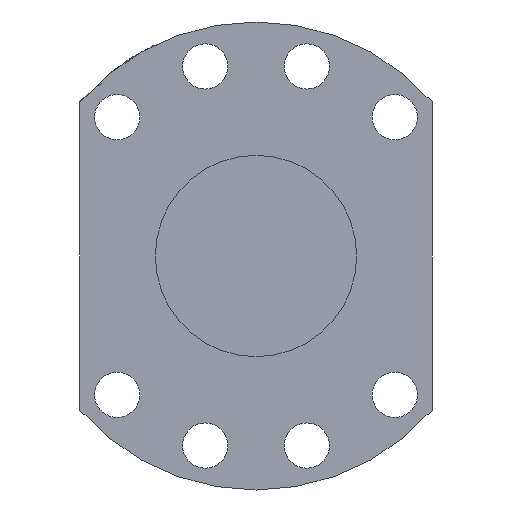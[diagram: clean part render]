
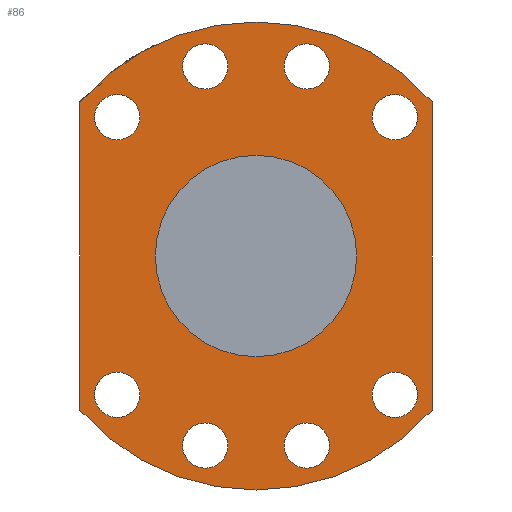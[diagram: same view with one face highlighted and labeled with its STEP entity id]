
A CAD part, front view. The second image highlights one B-rep face of the part: STEP entity #86.
In plain terms, the highlighted planar face has unit normal (0, -1, 0).
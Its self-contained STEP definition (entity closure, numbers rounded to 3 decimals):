
#30=LINE('',#636,#38);
#34=LINE('',#707,#42);
#38=VECTOR('',#516,1.);
#42=VECTOR('',#528,1.);
#69=PLANE('',#469);
#86=ADVANCED_FACE('',(#137,#138,#139,#140,#141,#142,#143,#144,#145,#146),
#69,.F.);
#137=FACE_BOUND('',#201,.T.);
#138=FACE_BOUND('',#202,.T.);
#139=FACE_BOUND('',#203,.T.);
#140=FACE_BOUND('',#204,.T.);
#141=FACE_BOUND('',#205,.T.);
#142=FACE_BOUND('',#206,.T.);
#143=FACE_BOUND('',#207,.T.);
#144=FACE_BOUND('',#208,.T.);
#145=FACE_BOUND('',#209,.T.);
#146=FACE_BOUND('',#210,.T.);
#201=EDGE_LOOP('',(#280));
#202=EDGE_LOOP('',(#281));
#203=EDGE_LOOP('',(#282));
#204=EDGE_LOOP('',(#283));
#205=EDGE_LOOP('',(#284));
#206=EDGE_LOOP('',(#285));
#207=EDGE_LOOP('',(#286));
#208=EDGE_LOOP('',(#287));
#209=EDGE_LOOP('',(#288,#289,#290,#291));
#210=EDGE_LOOP('',(#292));
#280=ORIENTED_EDGE('',*,*,#388,.F.);
#281=ORIENTED_EDGE('',*,*,#389,.F.);
#282=ORIENTED_EDGE('',*,*,#390,.F.);
#283=ORIENTED_EDGE('',*,*,#391,.F.);
#284=ORIENTED_EDGE('',*,*,#392,.T.);
#285=ORIENTED_EDGE('',*,*,#393,.T.);
#286=ORIENTED_EDGE('',*,*,#394,.T.);
#287=ORIENTED_EDGE('',*,*,#395,.T.);
#288=ORIENTED_EDGE('',*,*,#364,.F.);
#289=ORIENTED_EDGE('',*,*,#375,.F.);
#290=ORIENTED_EDGE('',*,*,#372,.F.);
#291=ORIENTED_EDGE('',*,*,#368,.F.);
#292=ORIENTED_EDGE('',*,*,#378,.F.);
#327=VERTEX_POINT('',#628);
#328=VERTEX_POINT('',#629);
#331=VERTEX_POINT('',#637);
#334=VERTEX_POINT('',#702);
#337=VERTEX_POINT('',#770);
#347=VERTEX_POINT('',#792);
#348=VERTEX_POINT('',#794);
#349=VERTEX_POINT('',#796);
#350=VERTEX_POINT('',#798);
#351=VERTEX_POINT('',#800);
#352=VERTEX_POINT('',#802);
#353=VERTEX_POINT('',#804);
#354=VERTEX_POINT('',#806);
#364=EDGE_CURVE('',#327,#328,#405,.T.);
#368=EDGE_CURVE('',#328,#331,#30,.T.);
#372=EDGE_CURVE('',#331,#334,#407,.T.);
#375=EDGE_CURVE('',#334,#327,#34,.T.);
#378=EDGE_CURVE('',#337,#337,#409,.T.);
#388=EDGE_CURVE('',#347,#347,#419,.T.);
#389=EDGE_CURVE('',#348,#348,#420,.T.);
#390=EDGE_CURVE('',#349,#349,#421,.T.);
#391=EDGE_CURVE('',#350,#350,#422,.T.);
#392=EDGE_CURVE('',#351,#351,#423,.T.);
#393=EDGE_CURVE('',#352,#352,#424,.T.);
#394=EDGE_CURVE('',#353,#353,#425,.T.);
#395=EDGE_CURVE('',#354,#354,#426,.T.);
#405=CIRCLE('',#441,46.5);
#407=CIRCLE('',#445,46.5);
#409=CIRCLE('',#449,20.);
#419=CIRCLE('',#461,4.5);
#420=CIRCLE('',#462,4.5);
#421=CIRCLE('',#463,4.5);
#422=CIRCLE('',#464,4.5);
#423=CIRCLE('',#465,4.5);
#424=CIRCLE('',#466,4.5);
#425=CIRCLE('',#467,4.5);
#426=CIRCLE('',#468,4.5);
#441=AXIS2_PLACEMENT_3D('',#627,#508,#509);
#445=AXIS2_PLACEMENT_3D('',#701,#521,#522);
#449=AXIS2_PLACEMENT_3D('',#769,#532,#533);
#461=AXIS2_PLACEMENT_3D('',#791,#556,#557);
#462=AXIS2_PLACEMENT_3D('',#793,#558,#559);
#463=AXIS2_PLACEMENT_3D('',#795,#560,#561);
#464=AXIS2_PLACEMENT_3D('',#797,#562,#563);
#465=AXIS2_PLACEMENT_3D('',#799,#564,#565);
#466=AXIS2_PLACEMENT_3D('',#801,#566,#567);
#467=AXIS2_PLACEMENT_3D('',#803,#568,#569);
#468=AXIS2_PLACEMENT_3D('',#805,#570,#571);
#469=AXIS2_PLACEMENT_3D('',#807,#572,#573);
#508=DIRECTION('',(0.,1.,0.));
#509=DIRECTION('',(-1.,0.,0.));
#516=DIRECTION('',(0.,0.,1.));
#521=DIRECTION('',(0.,1.,0.));
#522=DIRECTION('',(-1.,0.,0.));
#528=DIRECTION('',(0.,0.,-1.));
#532=DIRECTION('',(0.,-1.,0.));
#533=DIRECTION('',(-1.,0.,0.));
#556=DIRECTION('',(0.,-1.,0.));
#557=DIRECTION('',(1.,0.,0.));
#558=DIRECTION('',(0.,-1.,0.));
#559=DIRECTION('',(0.866,0.,0.5));
#560=DIRECTION('',(0.,-1.,0.));
#561=DIRECTION('',(0.5,0.,0.866));
#562=DIRECTION('',(0.,-1.,0.));
#563=DIRECTION('',(0.,0.,1.));
#564=DIRECTION('',(0.,1.,0.));
#565=DIRECTION('',(1.,0.,0.));
#566=DIRECTION('',(0.,1.,0.));
#567=DIRECTION('',(0.866,0.,-0.5));
#568=DIRECTION('',(0.,1.,0.));
#569=DIRECTION('',(0.5,0.,-0.866));
#570=DIRECTION('',(0.,1.,0.));
#571=DIRECTION('',(0.,0.,-1.));
#572=DIRECTION('',(0.,1.,0.));
#573=DIRECTION('',(0.,0.,-1.));
#627=CARTESIAN_POINT('',(0.,-82.5,0.));
#628=CARTESIAN_POINT('',(35.,-82.5,-30.615));
#629=CARTESIAN_POINT('',(-35.,-82.5,-30.615));
#636=CARTESIAN_POINT('',(-35.,-82.5,-30.615));
#637=CARTESIAN_POINT('',(-35.,-82.5,30.615));
#701=CARTESIAN_POINT('',(0.,-82.5,0.));
#702=CARTESIAN_POINT('',(35.,-82.5,30.615));
#707=CARTESIAN_POINT('',(35.,-82.5,30.615));
#769=CARTESIAN_POINT('',(0.,-82.5,0.));
#770=CARTESIAN_POINT('',(-20.,-82.5,0.));
#791=CARTESIAN_POINT('',(-27.577,-82.5,-27.577));
#792=CARTESIAN_POINT('',(-23.077,-82.5,-27.577));
#793=CARTESIAN_POINT('',(-10.094,-82.5,-37.671));
#794=CARTESIAN_POINT('',(-6.197,-82.5,-35.421));
#795=CARTESIAN_POINT('',(10.094,-82.5,-37.671));
#796=CARTESIAN_POINT('',(12.344,-82.5,-33.774));
#797=CARTESIAN_POINT('',(27.577,-82.5,-27.577));
#798=CARTESIAN_POINT('',(27.577,-82.5,-23.077));
#799=CARTESIAN_POINT('',(-27.577,-82.5,27.577));
#800=CARTESIAN_POINT('',(-23.077,-82.5,27.577));
#801=CARTESIAN_POINT('',(-10.094,-82.5,37.671));
#802=CARTESIAN_POINT('',(-6.197,-82.5,35.421));
#803=CARTESIAN_POINT('',(10.094,-82.5,37.671));
#804=CARTESIAN_POINT('',(12.344,-82.5,33.774));
#805=CARTESIAN_POINT('',(27.577,-82.5,27.577));
#806=CARTESIAN_POINT('',(27.577,-82.5,23.077));
#807=CARTESIAN_POINT('',(0.,-82.5,0.));
